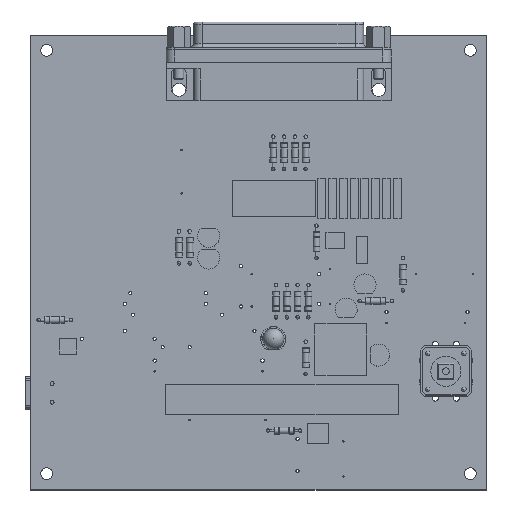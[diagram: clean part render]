
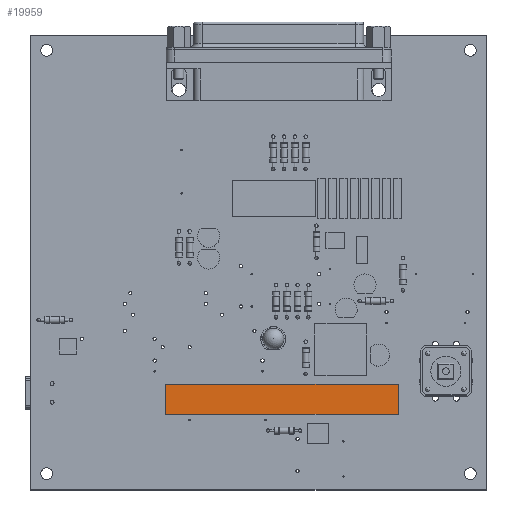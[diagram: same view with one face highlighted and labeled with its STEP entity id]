
A CAD part, top view. The second image highlights one B-rep face of the part: STEP entity #19959.
In plain terms, the highlighted planar face has unit normal (0, 0, 1).
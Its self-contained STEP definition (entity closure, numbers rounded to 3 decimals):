
#971=PLANE('',#21722);
#1789=FACE_OUTER_BOUND('',#3296,.T.);
#3296=EDGE_LOOP('',(#14653,#14654,#14655,#14656));
#4495=LINE('',#30380,#6320);
#4498=LINE('',#30386,#6323);
#4501=LINE('',#30392,#6326);
#4504=LINE('',#30396,#6329);
#6320=VECTOR('',#24635,10.);
#6323=VECTOR('',#24640,10.);
#6326=VECTOR('',#24645,10.);
#6329=VECTOR('',#24650,10.);
#9240=VERTEX_POINT('',#30377);
#9241=VERTEX_POINT('',#30379);
#9243=VERTEX_POINT('',#30385);
#9245=VERTEX_POINT('',#30391);
#11250=EDGE_CURVE('',#9241,#9240,#4495,.T.);
#11253=EDGE_CURVE('',#9243,#9241,#4498,.T.);
#11256=EDGE_CURVE('',#9245,#9243,#4501,.T.);
#11259=EDGE_CURVE('',#9240,#9245,#4504,.T.);
#14653=ORIENTED_EDGE('',*,*,#11259,.T.);
#14654=ORIENTED_EDGE('',*,*,#11256,.T.);
#14655=ORIENTED_EDGE('',*,*,#11253,.T.);
#14656=ORIENTED_EDGE('',*,*,#11250,.T.);
#19959=ADVANCED_FACE('',(#1789),#971,.T.);
#21722=AXIS2_PLACEMENT_3D('',#30397,#24651,#24652);
#24635=DIRECTION('',(-1.,0.,0.));
#24640=DIRECTION('',(0.,1.,0.));
#24645=DIRECTION('',(1.,0.,0.));
#24650=DIRECTION('',(0.,-1.,0.));
#24651=DIRECTION('center_axis',(0.,0.,1.));
#24652=DIRECTION('ref_axis',(1.,0.,0.));
#30377=CARTESIAN_POINT('',(5.08,30.,0.1));
#30379=CARTESIAN_POINT('',(59.92,30.,0.1));
#30380=CARTESIAN_POINT('',(59.92,30.,0.1));
#30385=CARTESIAN_POINT('',(59.92,22.86,0.1));
#30386=CARTESIAN_POINT('',(59.92,22.86,0.1));
#30391=CARTESIAN_POINT('',(5.08,22.86,0.1));
#30392=CARTESIAN_POINT('',(5.08,22.86,0.1));
#30396=CARTESIAN_POINT('',(5.08,30.,0.1));
#30397=CARTESIAN_POINT('Origin',(32.5,26.43,0.1));
